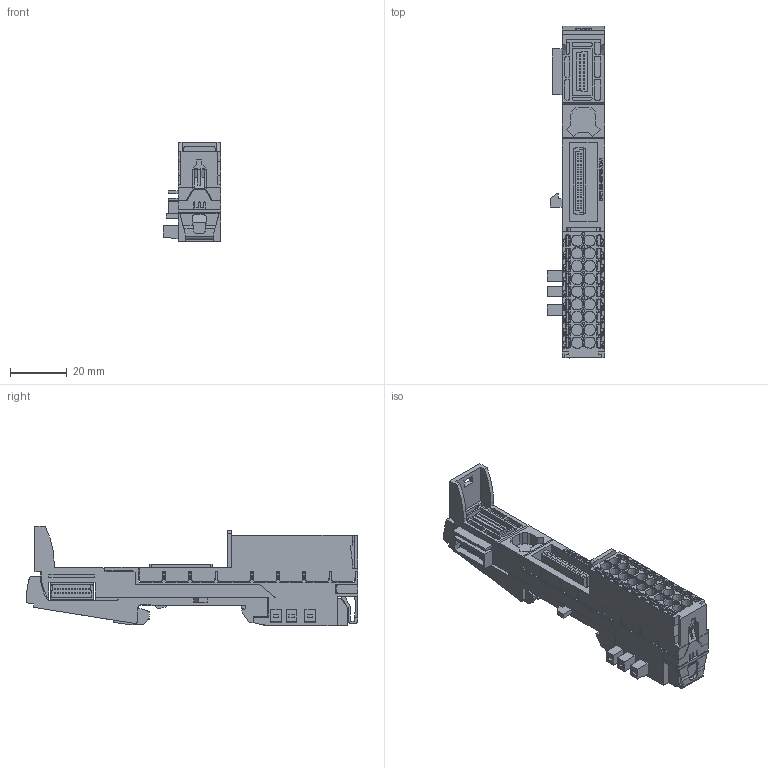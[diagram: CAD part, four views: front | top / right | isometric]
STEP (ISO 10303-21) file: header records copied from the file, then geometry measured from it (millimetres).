
FILE_DESCRIPTION(/* description */ (''),/* implementation_level */ '2;1');
FILE_NAME(/* name */ '6AG1193-6BP00-7DA1_3d.stp',/* time_stamp */ '2025-02-08T13:58:49+08:00',/* author */ (''),/* organization */ (''),/* preprocessor_version */ 'ST-DEVELOPER v18.102',/* originating_system */ 'SIEMENS PLM Software NX 2023',/* authorisation */ '');
FILE_SCHEMA (('AUTOMOTIVE_DESIGN { 1 0 10303 214 3 1 1 1 }'));
Products named in the file (3): A5E30938495A_RS-AA_005_1-Box; A5E54362855A_RS-AA_001_1-labeling; A5E54362853A_RS-AA_001_1-CAx_6AG21936BP004DA1
Assembly tree (2 placements, depth 2):
  A5E54362853A_RS-AA_001_1-CAx_6AG21936BP004DA1
    A5E54362855A_RS-AA_001_1-labeling
    A5E30938495A_RS-AA_005_1-Box
Bounding box: 20.41 x 117.04 x 35 mm (x, y, z)
Volume: 27366.9 mm3; surface area: 25649.4 mm2
Topology: 86 solids, 87 shells, 2964 faces, 7712 edges, 5099 vertices
Faces by surface type: plane 2450, extrusion 261, cylinder 253
Full cylindrical faces by diameter (mm): 1 x9
Entity records: 122270 total; most frequent: CARTESIAN_POINT 29510, ORIENTED_EDGE 15332, DIRECTION 13028, EDGE_CURVE 7666, VECTOR 6628, LINE 6367, VERTEX_POINT 5090, EDGE_LOOP 3264
